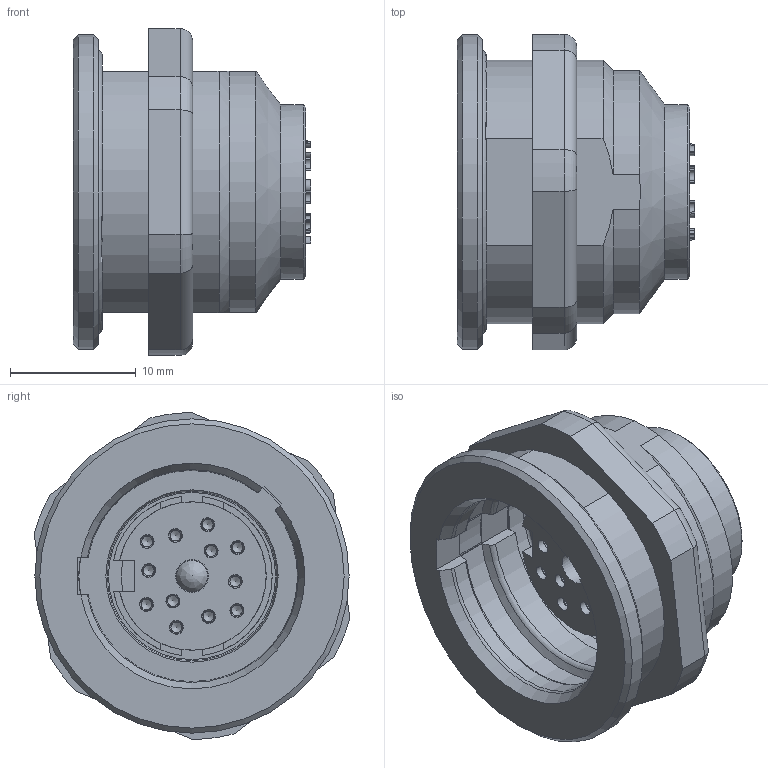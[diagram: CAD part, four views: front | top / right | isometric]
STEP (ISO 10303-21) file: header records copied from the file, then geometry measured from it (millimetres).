
FILE_DESCRIPTION(/* description */ (''),/* implementation_level */ '2;1');
FILE_NAME(/* name */ '09 4836 00 12 001_00.stp',/* time_stamp */ '2013-10-29T15:56:29+01:00',/* author */ (''),/* organization */ (''),/* preprocessor_version */ 'ST-DEVELOPER v14',/* originating_system */ 'SIEMENS PLM Software NX 8.0',/* authorisation */ '');
FILE_SCHEMA (('AUTOMOTIVE_DESIGN { 1 0 10303 214 3 1 1 1 }'));
Length unit declared in the file: millimetre
Products named in the file (1): cerl131428A1fpxp
Bounding box: 18.9 x 25.11 x 26 mm (x, y, z)
Volume: 3617.1 mm3; surface area: 5145.1 mm2
Topology: 1 solids, 2 shells, 498 faces, 1367 edges, 858 vertices
Faces by surface type: plane 205, cylinder 134, cone 112, torus 46, bspline 1
Full cylindrical faces by diameter (mm): 0.8 x12, 1.1 x24, 1.15 x12, 1.55 x12, 1.6 x12, 2.6 x2, 12.85 x1, 13.7 x2, 13.75 x2, 13.9 x1, 18.4 x1, 25 x1
Entity records: 16066 total; most frequent: CARTESIAN_POINT 4788, DIRECTION 2332, ORIENTED_EDGE 2228, EDGE_CURVE 1114, AXIS2_PLACEMENT_3D 992, VERTEX_POINT 751, EDGE_LOOP 658, ADVANCED_FACE 498
